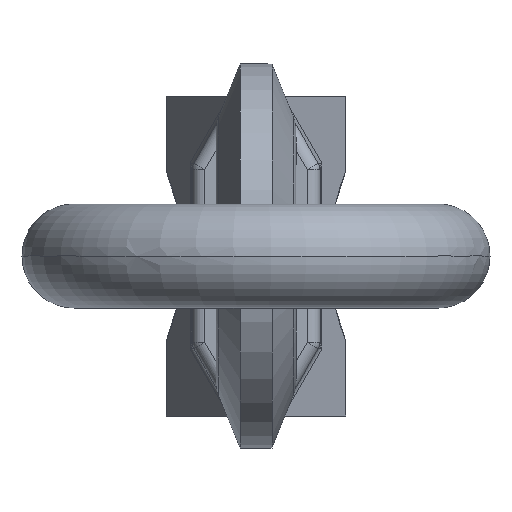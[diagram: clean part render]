
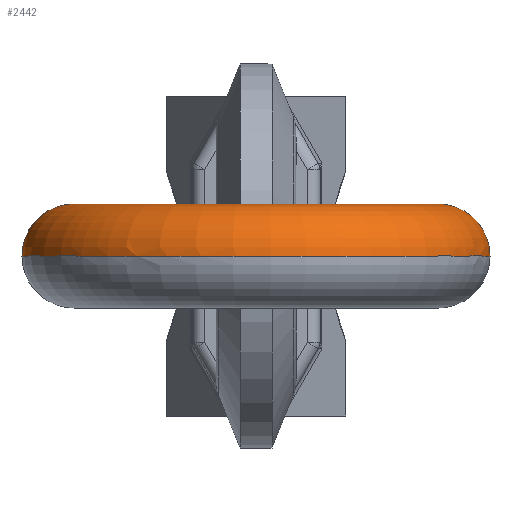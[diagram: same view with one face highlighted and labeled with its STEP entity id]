
A CAD part, left-side view. The second image highlights one B-rep face of the part: STEP entity #2442.
In plain terms, the highlighted toroidal (fillet/blend) face has major radius 45.5 mm and minor radius 13 mm.
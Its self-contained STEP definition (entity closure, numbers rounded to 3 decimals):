
#14=CARTESIAN_POINT('',(65.,45.5,0.));
#15=DIRECTION('',(-1.,0.,0.));
#16=DIRECTION('',(0.,-1.,0.));
#17=AXIS2_PLACEMENT_3D('',#14,#15,#16);
#487=CARTESIAN_POINT('',(65.,-45.5,0.));
#488=DIRECTION('',(-1.,0.,0.));
#489=DIRECTION('',(0.,-1.,0.));
#490=AXIS2_PLACEMENT_3D('',#487,#488,#489);
#500=CARTESIAN_POINT('',(65.,32.5,0.));
#501=CARTESIAN_POINT('',(62.998,32.5,0.));
#502=CARTESIAN_POINT('',(58.994,32.129,
0.));
#503=CARTESIAN_POINT('',(53.193,30.478,
0.));
#504=CARTESIAN_POINT('',(47.793,27.79,
0.));
#505=CARTESIAN_POINT('',(42.98,24.155,
0.));
#506=CARTESIAN_POINT('',(38.916,19.697,
0.));
#507=CARTESIAN_POINT('',(35.741,14.569,
0.));
#508=CARTESIAN_POINT('',(33.562,8.945,
0.));
#509=CARTESIAN_POINT('',(32.454,3.016,
0.));
#510=CARTESIAN_POINT('',(32.454,-3.016,
0.));
#511=CARTESIAN_POINT('',(33.562,-8.945,
0.));
#512=CARTESIAN_POINT('',(35.741,-14.569,
0.));
#513=CARTESIAN_POINT('',(38.916,-19.697,
0.));
#514=CARTESIAN_POINT('',(42.98,-24.155,
0.));
#515=CARTESIAN_POINT('',(47.793,-27.79,
0.));
#516=CARTESIAN_POINT('',(53.193,-30.478,
0.));
#517=CARTESIAN_POINT('',(58.994,-32.129,
0.));
#518=CARTESIAN_POINT('',(62.998,-32.5,0.));
#519=CARTESIAN_POINT('',(65.,-32.5,0.));
#521=CARTESIAN_POINT('',(65.,-58.5,0.));
#522=CARTESIAN_POINT('',(61.937,-58.5,0.));
#523=CARTESIAN_POINT('',(55.811,-58.018,
0.));
#524=CARTESIAN_POINT('',(46.848,-55.866,
0.));
#525=CARTESIAN_POINT('',(38.332,-52.339,
0.));
#526=CARTESIAN_POINT('',(30.473,-47.523,
0.));
#527=CARTESIAN_POINT('',(23.464,-41.536,0.));
#528=CARTESIAN_POINT('',(17.477,-34.527,0.));
#529=CARTESIAN_POINT('',(12.661,-26.668,0.));
#530=CARTESIAN_POINT('',(9.134,-18.152,0.));
#531=CARTESIAN_POINT('',(6.982,-9.189,0.));
#532=CARTESIAN_POINT('',(6.259,0.,0.));
#533=CARTESIAN_POINT('',(6.982,9.189,0.));
#534=CARTESIAN_POINT('',(9.134,18.152,0.));
#535=CARTESIAN_POINT('',(12.661,26.668,0.));
#536=CARTESIAN_POINT('',(17.477,34.527,0.));
#537=CARTESIAN_POINT('',(23.464,41.536,0.));
#538=CARTESIAN_POINT('',(30.473,47.523,
0.));
#539=CARTESIAN_POINT('',(38.332,52.339,0.));
#540=CARTESIAN_POINT('',(46.848,55.866,
0.));
#541=CARTESIAN_POINT('',(55.811,58.018,0.));
#542=CARTESIAN_POINT('',(61.937,58.5,0.));
#543=CARTESIAN_POINT('',(65.,58.5,0.));
#1855=CARTESIAN_POINT('',(65.,-32.5,0.));
#1856=VERTEX_POINT('',#1855);
#1857=CARTESIAN_POINT('',(65.,-58.5,0.));
#1858=VERTEX_POINT('',#1857);
#1859=VERTEX_POINT('',#500);
#1860=VERTEX_POINT('',#543);
#2429=CARTESIAN_POINT('',(65.,0.,0.));
#2430=DIRECTION('',(0.,0.,1.));
#2431=DIRECTION('',(0.,-1.,0.));
#2432=AXIS2_PLACEMENT_3D('',#2429,#2430,#2431);
#2433=TOROIDAL_SURFACE('',#2432,45.5,13.);
#2434=ORIENTED_EDGE('',*,*,#2213,.F.);
#2436=ORIENTED_EDGE('',*,*,#2435,.T.);
#2437=ORIENTED_EDGE('',*,*,#2419,.F.);
#2439=ORIENTED_EDGE('',*,*,#2438,.T.);
#2440=EDGE_LOOP('',(#2434,#2436,#2437,#2439));
#2441=FACE_OUTER_BOUND('',#2440,.F.);
#2442=ADVANCED_FACE('',(#2441),#2433,.T.);
#18=CIRCLE('',#17,13.);
#491=CIRCLE('',#490,13.);
#520=B_SPLINE_CURVE_WITH_KNOTS('',3,(#500,#501,#502,#503,#504,#505,#506,#507,
#508,#509,#510,#511,#512,#513,#514,#515,#516,#517,#518,#519),.UNSPECIFIED.,.F.,
.F.,(4,1,1,1,1,1,1,1,1,1,1,1,1,1,1,1,1,4),(0.,0.059,
0.118,0.176,0.235,0.294,
0.353,0.412,0.471,0.529,
0.588,0.647,0.706,0.765,
0.824,0.882,0.941,1.),.UNSPECIFIED.);
#544=B_SPLINE_CURVE_WITH_KNOTS('',3,(#521,#522,#523,#524,#525,#526,#527,#528,
#529,#530,#531,#532,#533,#534,#535,#536,#537,#538,#539,#540,#541,#542,#543),
.UNSPECIFIED.,.F.,.F.,(4,1,1,1,1,1,1,1,1,1,1,1,1,1,1,1,1,1,1,1,4),(0.,0.05,
0.1,0.15,0.2,0.25,0.3,0.35,0.4,0.45,0.5,0.55,0.6,0.65,
0.7,0.75,0.8,0.85,0.9,0.95,1.),.UNSPECIFIED.);
#2213=EDGE_CURVE('',#1859,#1860,#18,.T.);
#2419=EDGE_CURVE('',#1858,#1856,#491,.T.);
#2435=EDGE_CURVE('',#1859,#1856,#520,.T.);
#2438=EDGE_CURVE('',#1858,#1860,#544,.T.);
